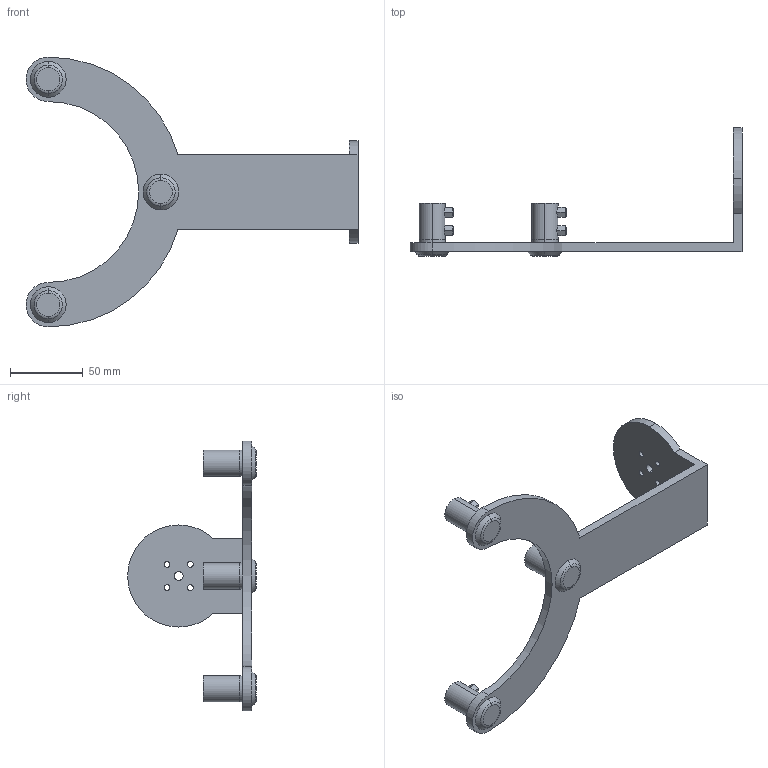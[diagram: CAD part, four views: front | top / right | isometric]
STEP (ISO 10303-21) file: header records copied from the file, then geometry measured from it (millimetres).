
FILE_DESCRIPTION (( 'STEP AP203' ), '1' );
FILE_NAME ('Garra - Torno Aula.STEP', '2024-11-03T23:22:07', ( '' ), ( '' ), 'SwSTEP 2.0', 'SolidWorks 2024', '' );
FILE_SCHEMA (( 'CONFIG_CONTROL_DESIGN' ));
Length unit declared in the file: inch
Products named in the file (4): Garra-torno-pneumatica; Garra - Torno Aula; Garra-torno; Garra-torno-partamarela
Assembly tree (7 placements, depth 2):
  Garra - Torno Aula
    Garra-torno
    Garra-torno-partamarela  x3
    Garra-torno-pneumatica  x3
Bounding box: 227.68 x 88.27 x 185.03 mm (x, y, z)
Volume: 137039 mm3; surface area: 54601.9 mm2
Topology: 7 solids, 7 shells, 165 faces, 366 edges, 230 vertices
Faces by surface type: cylinder 66, plane 63, torus 30, cone 6
Entity records: 2878 total; most frequent: CARTESIAN_POINT 513, DIRECTION 428, ORIENTED_EDGE 356, EDGE_CURVE 178, AXIS2_PLACEMENT_3D 177, VERTEX_POINT 114, EDGE_LOOP 96, CIRCLE 92
